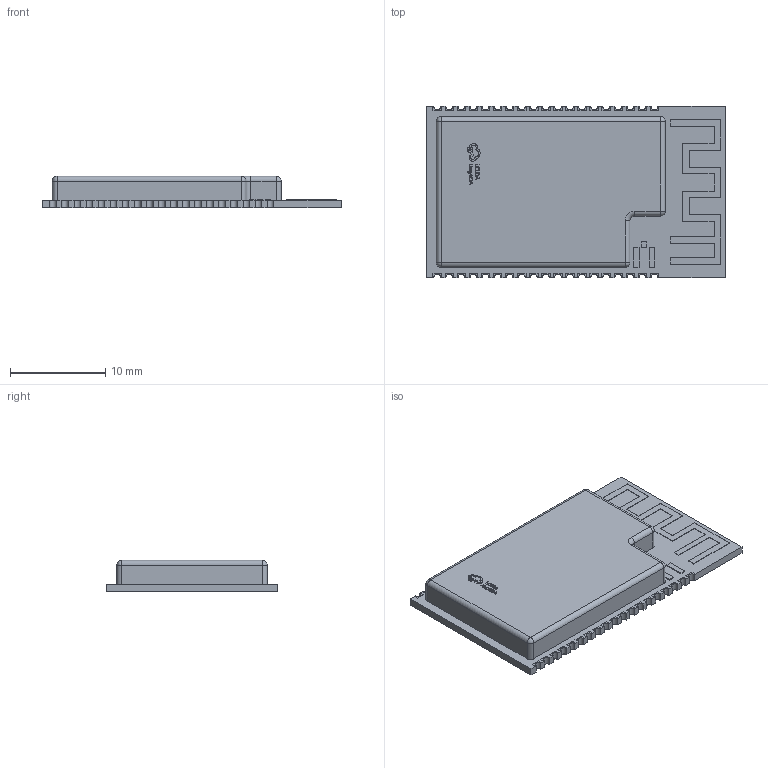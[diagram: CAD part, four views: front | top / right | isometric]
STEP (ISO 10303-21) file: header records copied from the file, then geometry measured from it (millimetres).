
FILE_DESCRIPTION (( 'STEP AP214' ), '1' );
FILE_NAME ('WIFI-SMD_L31.4-W18.0-H3.3-ESP32-WROVER-E.step', '2022-07-15T04:52:08', ( '' ), ( '' ), 'SwSTEP 2.0', 'SolidWorks 2020', '' );
FILE_SCHEMA (( 'AUTOMOTIVE_DESIGN' ));
Length unit declared in the file: millimetre
Products named in the file (1): WIFI-SMD_L31.4-W18.0-H3.3-ESP32-WROVER-E
Bounding box: 31.4 x 18 x 3.3 mm (x, y, z)
Volume: 1347.2 mm3; surface area: 1394.9 mm2
Topology: 14 solids, 14 shells, 474 faces, 1503 edges, 1073 vertices
Faces by surface type: plane 320, bspline 98, cylinder 50, sphere 5, torus 1
Entity records: 22796 total; most frequent: CARTESIAN_POINT 4548, ORIENTED_EDGE 2996, DIRECTION 2139, EDGE_CURVE 1498, VECTOR 1183, LINE 1183, VERTEX_POINT 1073, EDGE_LOOP 507
